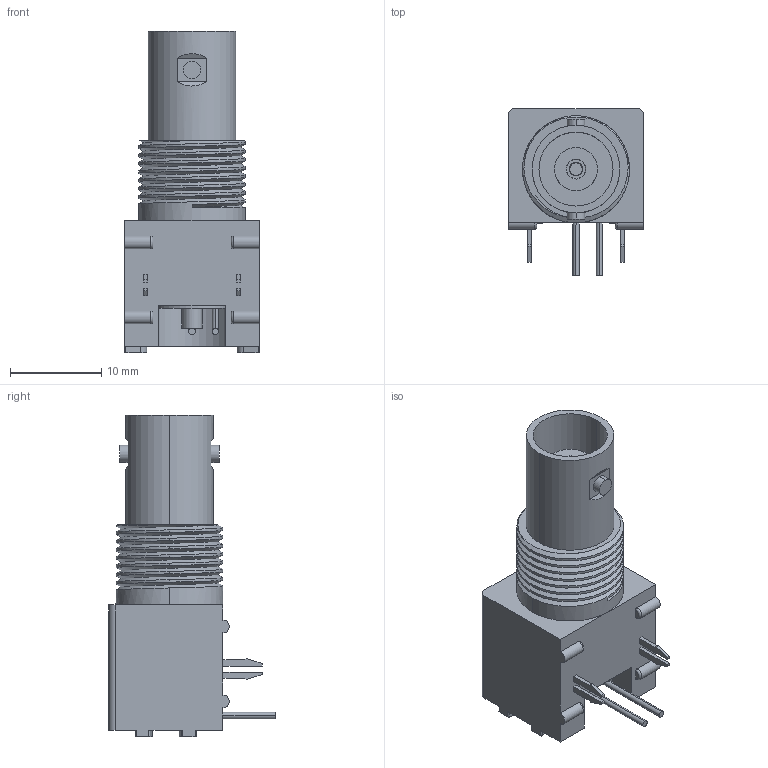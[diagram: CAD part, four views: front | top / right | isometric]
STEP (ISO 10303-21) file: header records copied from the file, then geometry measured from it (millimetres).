
FILE_DESCRIPTION (( 'STEP AP214' ), '1' );
FILE_NAME ('73100-0131.STEP', '2013-02-20T07:20:07', ( 'School of EIE' ), ( 'University of SA' ), 'SwSTEP 2.0', 'SolidWorks 2011', '' );
FILE_SCHEMA (( 'AUTOMOTIVE_DESIGN' ));
Length unit declared in the file: millimetre
Products named in the file (1): 73100-0131
Bounding box: 14.76 x 18.23 x 35.18 mm (x, y, z)
Volume: 3491.7 mm3; surface area: 3083 mm2
Topology: 12 solids, 12 shells, 194 faces, 470 edges, 304 vertices
Faces by surface type: plane 90, cylinder 88, torus 6, cone 4, sphere 4, bspline 2
Entity records: 6925 total; most frequent: CARTESIAN_POINT 2053, DIRECTION 966, ORIENTED_EDGE 932, EDGE_CURVE 466, AXIS2_PLACEMENT_3D 354, VERTEX_POINT 304, VECTOR 258, LINE 258
